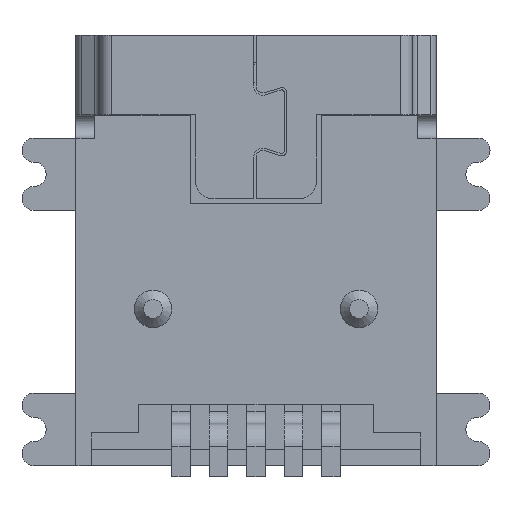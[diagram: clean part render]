
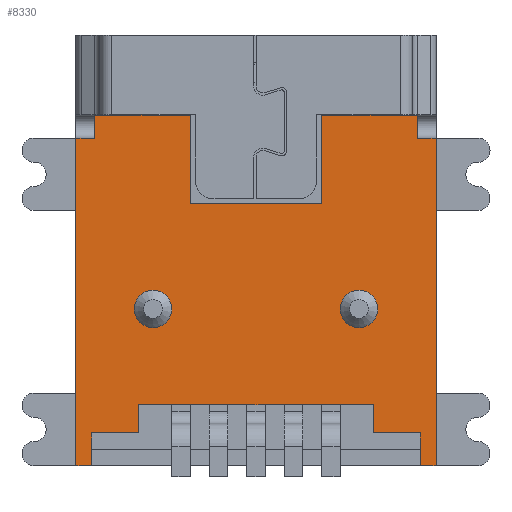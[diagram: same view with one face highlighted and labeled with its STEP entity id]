
A CAD part, front view. The second image highlights one B-rep face of the part: STEP entity #8330.
In plain terms, the highlighted planar face has unit normal (0, -1, 0).
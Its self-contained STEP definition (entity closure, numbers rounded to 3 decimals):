
#180=CIRCLE('',#8748,0.4);
#181=CIRCLE('',#8749,0.4);
#456=ORIENTED_EDGE('',*,*,#2530,.T.);
#457=ORIENTED_EDGE('',*,*,#2531,.T.);
#458=ORIENTED_EDGE('',*,*,#2532,.T.);
#459=ORIENTED_EDGE('',*,*,#2533,.T.);
#460=ORIENTED_EDGE('',*,*,#2534,.T.);
#461=ORIENTED_EDGE('',*,*,#2535,.F.);
#462=ORIENTED_EDGE('',*,*,#2536,.F.);
#463=ORIENTED_EDGE('',*,*,#2537,.F.);
#464=ORIENTED_EDGE('',*,*,#2538,.F.);
#465=ORIENTED_EDGE('',*,*,#2539,.F.);
#466=ORIENTED_EDGE('',*,*,#2540,.T.);
#467=ORIENTED_EDGE('',*,*,#2541,.T.);
#468=ORIENTED_EDGE('',*,*,#2542,.T.);
#469=ORIENTED_EDGE('',*,*,#2543,.T.);
#470=ORIENTED_EDGE('',*,*,#2544,.T.);
#471=ORIENTED_EDGE('',*,*,#2545,.T.);
#472=ORIENTED_EDGE('',*,*,#2546,.T.);
#473=ORIENTED_EDGE('',*,*,#2547,.T.);
#474=ORIENTED_EDGE('',*,*,#2548,.T.);
#475=ORIENTED_EDGE('',*,*,#2549,.T.);
#476=ORIENTED_EDGE('',*,*,#2550,.F.);
#477=ORIENTED_EDGE('',*,*,#2551,.T.);
#478=ORIENTED_EDGE('',*,*,#2552,.F.);
#479=ORIENTED_EDGE('',*,*,#2553,.F.);
#480=ORIENTED_EDGE('',*,*,#2554,.T.);
#481=ORIENTED_EDGE('',*,*,#2555,.T.);
#2530=EDGE_CURVE('',#3561,#3561,#180,.T.);
#2531=EDGE_CURVE('',#3562,#3562,#181,.T.);
#2532=EDGE_CURVE('',#3563,#3564,#4219,.T.);
#2533=EDGE_CURVE('',#3564,#3565,#4220,.T.);
#2534=EDGE_CURVE('',#3565,#3566,#4221,.T.);
#2535=EDGE_CURVE('',#3567,#3566,#4222,.T.);
#2536=EDGE_CURVE('',#3568,#3567,#4223,.T.);
#2537=EDGE_CURVE('',#3569,#3568,#4224,.T.);
#2538=EDGE_CURVE('',#3570,#3569,#4225,.T.);
#2539=EDGE_CURVE('',#3571,#3570,#4226,.T.);
#2540=EDGE_CURVE('',#3571,#3572,#4227,.T.);
#2541=EDGE_CURVE('',#3572,#3573,#4228,.T.);
#2542=EDGE_CURVE('',#3573,#3574,#4229,.T.);
#2543=EDGE_CURVE('',#3574,#3575,#4230,.T.);
#2544=EDGE_CURVE('',#3575,#3576,#4231,.T.);
#2545=EDGE_CURVE('',#3576,#3577,#4232,.T.);
#2546=EDGE_CURVE('',#3577,#3578,#4233,.T.);
#2547=EDGE_CURVE('',#3578,#3579,#4234,.T.);
#2548=EDGE_CURVE('',#3579,#3580,#4235,.T.);
#2549=EDGE_CURVE('',#3580,#3581,#4236,.T.);
#2550=EDGE_CURVE('',#3582,#3581,#4237,.T.);
#2551=EDGE_CURVE('',#3582,#3583,#4238,.T.);
#2552=EDGE_CURVE('',#3584,#3583,#4239,.T.);
#2553=EDGE_CURVE('',#3585,#3584,#4240,.T.);
#2554=EDGE_CURVE('',#3585,#3586,#4241,.T.);
#2555=EDGE_CURVE('',#3586,#3563,#4242,.T.);
#3561=VERTEX_POINT('',#11432);
#3562=VERTEX_POINT('',#11434);
#3563=VERTEX_POINT('',#11436);
#3564=VERTEX_POINT('',#11437);
#3565=VERTEX_POINT('',#11439);
#3566=VERTEX_POINT('',#11441);
#3567=VERTEX_POINT('',#11443);
#3568=VERTEX_POINT('',#11445);
#3569=VERTEX_POINT('',#11447);
#3570=VERTEX_POINT('',#11449);
#3571=VERTEX_POINT('',#11451);
#3572=VERTEX_POINT('',#11453);
#3573=VERTEX_POINT('',#11455);
#3574=VERTEX_POINT('',#11457);
#3575=VERTEX_POINT('',#11459);
#3576=VERTEX_POINT('',#11461);
#3577=VERTEX_POINT('',#11463);
#3578=VERTEX_POINT('',#11465);
#3579=VERTEX_POINT('',#11467);
#3580=VERTEX_POINT('',#11469);
#3581=VERTEX_POINT('',#11471);
#3582=VERTEX_POINT('',#11473);
#3583=VERTEX_POINT('',#11475);
#3584=VERTEX_POINT('',#11477);
#3585=VERTEX_POINT('',#11479);
#3586=VERTEX_POINT('',#11481);
#4219=LINE('',#11435,#5072);
#4220=LINE('',#11438,#5073);
#4221=LINE('',#11440,#5074);
#4222=LINE('',#11442,#5075);
#4223=LINE('',#11444,#5076);
#4224=LINE('',#11446,#5077);
#4225=LINE('',#11448,#5078);
#4226=LINE('',#11450,#5079);
#4227=LINE('',#11452,#5080);
#4228=LINE('',#11454,#5081);
#4229=LINE('',#11456,#5082);
#4230=LINE('',#11458,#5083);
#4231=LINE('',#11460,#5084);
#4232=LINE('',#11462,#5085);
#4233=LINE('',#11464,#5086);
#4234=LINE('',#11466,#5087);
#4235=LINE('',#11468,#5088);
#4236=LINE('',#11470,#5089);
#4237=LINE('',#11472,#5090);
#4238=LINE('',#11474,#5091);
#4239=LINE('',#11476,#5092);
#4240=LINE('',#11478,#5093);
#4241=LINE('',#11480,#5094);
#4242=LINE('',#11482,#5095);
#5072=VECTOR('',#9433,1000.);
#5073=VECTOR('',#9434,1000.);
#5074=VECTOR('',#9435,1000.);
#5075=VECTOR('',#9436,1000.);
#5076=VECTOR('',#9437,1000.);
#5077=VECTOR('',#9438,1000.);
#5078=VECTOR('',#9439,1000.);
#5079=VECTOR('',#9440,1000.);
#5080=VECTOR('',#9441,1000.);
#5081=VECTOR('',#9442,1000.);
#5082=VECTOR('',#9443,1000.);
#5083=VECTOR('',#9444,1000.);
#5084=VECTOR('',#9445,1000.);
#5085=VECTOR('',#9446,1000.);
#5086=VECTOR('',#9447,1000.);
#5087=VECTOR('',#9448,1000.);
#5088=VECTOR('',#9449,1000.);
#5089=VECTOR('',#9450,1000.);
#5090=VECTOR('',#9451,1000.);
#5091=VECTOR('',#9452,1000.);
#5092=VECTOR('',#9453,1000.);
#5093=VECTOR('',#9454,1000.);
#5094=VECTOR('',#9455,1000.);
#5095=VECTOR('',#9456,1000.);
#5858=EDGE_LOOP('',(#456));
#5859=EDGE_LOOP('',(#457));
#5860=EDGE_LOOP('',(#458,#459,#460,#461,#462,#463,#464,#465,#466,#467,#468,
#469,#470,#471,#472,#473,#474,#475,#476,#477,#478,#479,#480,#481));
#6227=FACE_BOUND('',#5858,.T.);
#6228=FACE_BOUND('',#5859,.T.);
#6229=FACE_BOUND('',#5860,.T.);
#6596=PLANE('',#8747);
#8330=ADVANCED_FACE('',(#6227,#6228,#6229),#6596,.T.);
#8747=AXIS2_PLACEMENT_3D('',#11430,#9427,#9428);
#8748=AXIS2_PLACEMENT_3D('',#11431,#9429,#9430);
#8749=AXIS2_PLACEMENT_3D('',#11433,#9431,#9432);
#9427=DIRECTION('',(0.,-1.,0.));
#9428=DIRECTION('',(0.,0.,-1.));
#9429=DIRECTION('',(0.,1.,0.));
#9430=DIRECTION('',(0.,0.,1.));
#9431=DIRECTION('',(0.,1.,0.));
#9432=DIRECTION('',(0.,0.,1.));
#9433=DIRECTION('',(-1.,0.,0.));
#9434=DIRECTION('',(0.,0.,1.));
#9435=DIRECTION('',(-1.,0.,0.));
#9436=DIRECTION('',(0.,0.,1.));
#9437=DIRECTION('',(1.,0.,0.));
#9438=DIRECTION('',(0.,0.,1.));
#9439=DIRECTION('',(0.,0.,1.));
#9440=DIRECTION('',(0.,0.,1.));
#9441=DIRECTION('',(1.,0.,0.));
#9442=DIRECTION('',(0.,0.,1.));
#9443=DIRECTION('',(1.,0.,0.));
#9444=DIRECTION('',(0.,0.,1.));
#9445=DIRECTION('',(1.,0.,0.));
#9446=DIRECTION('',(0.,0.,-1.));
#9447=DIRECTION('',(1.,0.,0.));
#9448=DIRECTION('',(0.,0.,-1.));
#9449=DIRECTION('',(1.,0.,0.));
#9450=DIRECTION('',(0.,0.,1.));
#9451=DIRECTION('',(0.,0.,-1.));
#9452=DIRECTION('',(0.,0.,1.));
#9453=DIRECTION('',(1.,0.,0.));
#9454=DIRECTION('',(0.,0.,-1.));
#9455=DIRECTION('',(-1.,0.,0.));
#9456=DIRECTION('',(0.,0.,-1.));
#11430=CARTESIAN_POINT('',(-3.85,0.,-7.5));
#11431=CARTESIAN_POINT('',(2.2,0.,-4.15));
#11432=CARTESIAN_POINT('',(2.2,0.,-3.75));
#11433=CARTESIAN_POINT('',(-2.2,0.,-4.15));
#11434=CARTESIAN_POINT('',(-2.2,0.,-3.75));
#11435=CARTESIAN_POINT('',(1.4,0.,-1.9));
#11436=CARTESIAN_POINT('',(1.4,0.,-1.9));
#11437=CARTESIAN_POINT('',(-1.4,0.,-1.9));
#11438=CARTESIAN_POINT('',(-1.4,0.,-1.9));
#11439=CARTESIAN_POINT('',(-1.4,0.,-0.01));
#11440=CARTESIAN_POINT('',(-3.85,0.,-0.01));
#11441=CARTESIAN_POINT('',(-3.45,0.,-0.01));
#11442=CARTESIAN_POINT('',(-3.45,0.,-7.5));
#11443=CARTESIAN_POINT('',(-3.45,0.,-0.5));
#11444=CARTESIAN_POINT('',(-3.85,0.,-0.5));
#11445=CARTESIAN_POINT('',(-3.85,0.,-0.5));
#11446=CARTESIAN_POINT('',(-3.85,0.,-7.5));
#11447=CARTESIAN_POINT('',(-3.85,0.,-2.05));
#11448=CARTESIAN_POINT('',(-3.85,0.,-7.5));
#11449=CARTESIAN_POINT('',(-3.85,0.,-5.95));
#11450=CARTESIAN_POINT('',(-3.85,0.,-7.5));
#11451=CARTESIAN_POINT('',(-3.85,0.,-7.5));
#11452=CARTESIAN_POINT('',(-3.85,0.,-7.5));
#11453=CARTESIAN_POINT('',(-3.51,0.,-7.5));
#11454=CARTESIAN_POINT('',(-3.51,0.,-7.5));
#11455=CARTESIAN_POINT('',(-3.51,0.,-6.8));
#11456=CARTESIAN_POINT('',(-3.85,0.,-6.8));
#11457=CARTESIAN_POINT('',(-2.5,0.,-6.8));
#11458=CARTESIAN_POINT('',(-2.5,0.,-7.5));
#11459=CARTESIAN_POINT('',(-2.5,0.,-6.2));
#11460=CARTESIAN_POINT('',(-3.85,0.,-6.2));
#11461=CARTESIAN_POINT('',(2.5,0.,-6.2));
#11462=CARTESIAN_POINT('',(2.5,0.,-7.5));
#11463=CARTESIAN_POINT('',(2.5,0.,-6.8));
#11464=CARTESIAN_POINT('',(-3.85,0.,-6.8));
#11465=CARTESIAN_POINT('',(3.51,0.,-6.8));
#11466=CARTESIAN_POINT('',(3.51,0.,-7.5));
#11467=CARTESIAN_POINT('',(3.51,0.,-7.5));
#11468=CARTESIAN_POINT('',(-3.85,0.,-7.5));
#11469=CARTESIAN_POINT('',(3.85,0.,-7.5));
#11470=CARTESIAN_POINT('',(3.85,0.,-7.5));
#11471=CARTESIAN_POINT('',(3.85,0.,-5.95));
#11472=CARTESIAN_POINT('',(3.85,0.,-7.5));
#11473=CARTESIAN_POINT('',(3.85,0.,-2.05));
#11474=CARTESIAN_POINT('',(3.85,0.,-7.5));
#11475=CARTESIAN_POINT('',(3.85,0.,-0.5));
#11476=CARTESIAN_POINT('',(-3.85,0.,-0.5));
#11477=CARTESIAN_POINT('',(3.45,0.,-0.5));
#11478=CARTESIAN_POINT('',(3.45,0.,-7.5));
#11479=CARTESIAN_POINT('',(3.45,0.,-0.01));
#11480=CARTESIAN_POINT('',(-3.85,0.,-0.01));
#11481=CARTESIAN_POINT('',(1.4,0.,-0.01));
#11482=CARTESIAN_POINT('',(1.4,0.,0.));
